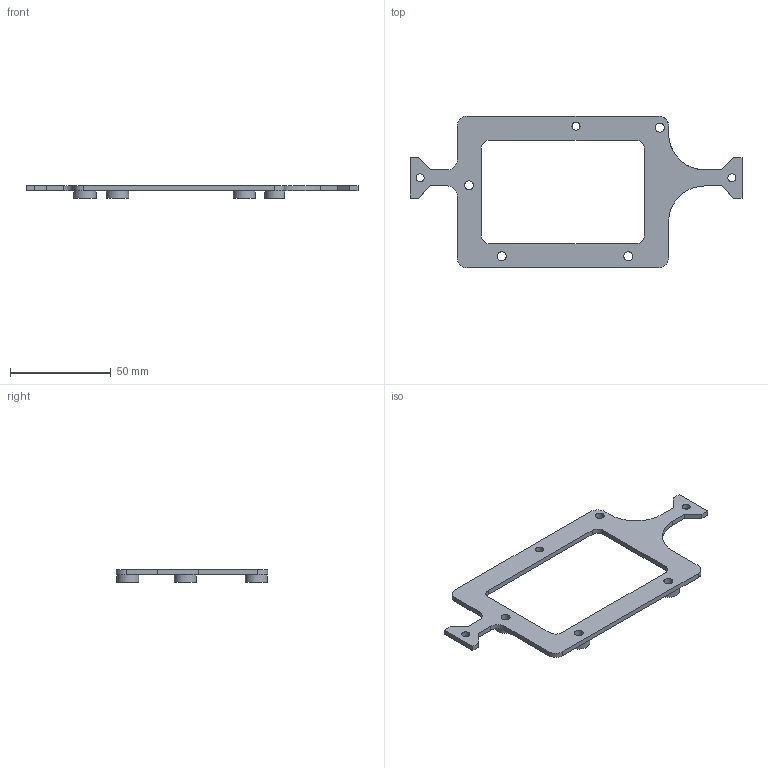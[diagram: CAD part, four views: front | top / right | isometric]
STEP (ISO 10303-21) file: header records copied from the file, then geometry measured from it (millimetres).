
FILE_DESCRIPTION(/* description */ (''),/* implementation_level */ '2;1');
FILE_NAME(/* name */ 'MKSRobinE3 - Attach.step',/* time_stamp */ '2022-12-24T15:34:40+08:00',/* author */ (''),/* organization */ (''),/* preprocessor_version */ 'ST-DEVELOPER v19.2',/* originating_system */ 'Autodesk Translation Framework v11.17.0.187',/* authorisation */ '');
FILE_SCHEMA (('AUTOMOTIVE_DESIGN { 1 0 10303 214 3 1 1 }'));
Length unit declared in the file: millimetre
Products named in the file (1): MKSRobinE3 - Attach
Bounding box: 165 x 75.51 x 6 mm (x, y, z)
Volume: 12195.1 mm3; surface area: 11665.6 mm2
Topology: 1 solids, 1 shells, 57 faces, 156 edges, 104 vertices
Faces by surface type: plane 34, cylinder 23
Full cylindrical faces by diameter (mm): 4 x3, 4.5 x4, 11 x3
Entity records: 1883 total; most frequent: DIRECTION 320, CARTESIAN_POINT 318, ORIENTED_EDGE 312, EDGE_CURVE 156, LINE 108, VECTOR 108, AXIS2_PLACEMENT_3D 106, VERTEX_POINT 104
